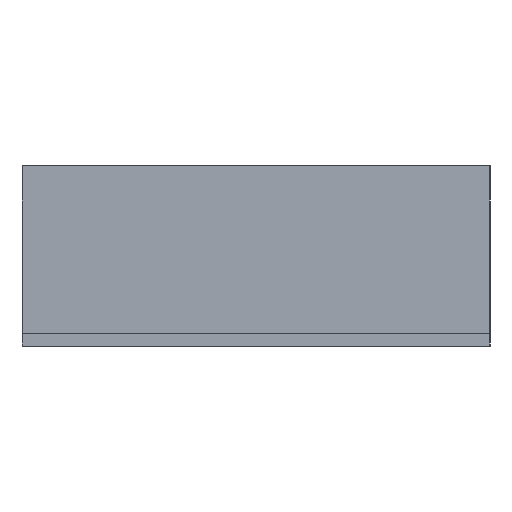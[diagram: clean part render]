
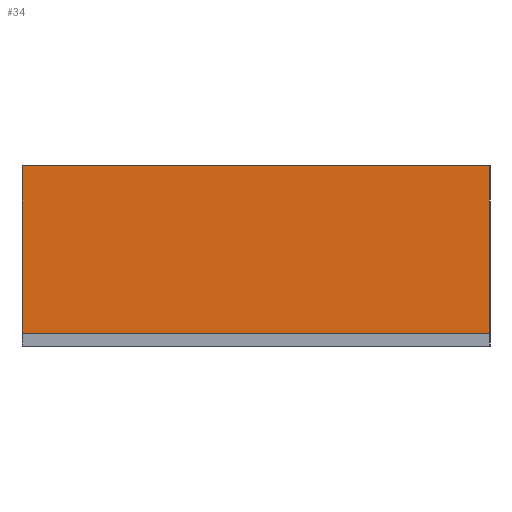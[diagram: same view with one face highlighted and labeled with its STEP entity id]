
A CAD part, left-side view. The second image highlights one B-rep face of the part: STEP entity #34.
In plain terms, the highlighted planar face has unit normal (-1, 0, 0).
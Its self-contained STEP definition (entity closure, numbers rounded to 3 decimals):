
#34=ADVANCED_FACE('',(#54),#44,.T.);
#44=PLANE('',#211);
#54=FACE_OUTER_BOUND('',#64,.T.);
#64=EDGE_LOOP('',(#74,#75,#76,#77));
#74=ORIENTED_EDGE('',*,*,#138,.T.);
#75=ORIENTED_EDGE('',*,*,#139,.T.);
#76=ORIENTED_EDGE('',*,*,#140,.F.);
#77=ORIENTED_EDGE('',*,*,#141,.T.);
#122=VERTEX_POINT('',#269);
#123=VERTEX_POINT('',#270);
#124=VERTEX_POINT('',#272);
#125=VERTEX_POINT('',#274);
#138=EDGE_CURVE('',#122,#123,#162,.T.);
#139=EDGE_CURVE('',#123,#124,#163,.T.);
#140=EDGE_CURVE('',#125,#124,#164,.T.);
#141=EDGE_CURVE('',#125,#122,#165,.T.);
#162=LINE('',#268,#186);
#163=LINE('',#271,#187);
#164=LINE('',#273,#188);
#165=LINE('',#275,#189);
#186=VECTOR('',#223,1.);
#187=VECTOR('',#224,1.);
#188=VECTOR('',#225,1.);
#189=VECTOR('',#226,1.);
#211=AXIS2_PLACEMENT_3D('',#276,#227,#228);
#223=DIRECTION('',(0.,0.,-1.));
#224=DIRECTION('',(0.,-1.,0.));
#225=DIRECTION('',(0.,0.,-1.));
#226=DIRECTION('',(0.,1.,0.));
#227=DIRECTION('',(-1.,0.,0.));
#228=DIRECTION('',(0.,0.,1.));
#268=CARTESIAN_POINT('',(-57.5,-3.05,1.3));
#269=CARTESIAN_POINT('',(-57.5,-3.05,1.3));
#270=CARTESIAN_POINT('',(-57.5,-3.05,-0.025));
#271=CARTESIAN_POINT('',(-57.5,-4.9,-0.025));
#272=CARTESIAN_POINT('',(-57.5,-6.75,-0.025));
#273=CARTESIAN_POINT('',(-57.5,-6.75,1.3));
#274=CARTESIAN_POINT('',(-57.5,-6.75,1.3));
#275=CARTESIAN_POINT('',(-57.5,-4.9,1.3));
#276=CARTESIAN_POINT('',(-57.5,-4.9,1.3));
